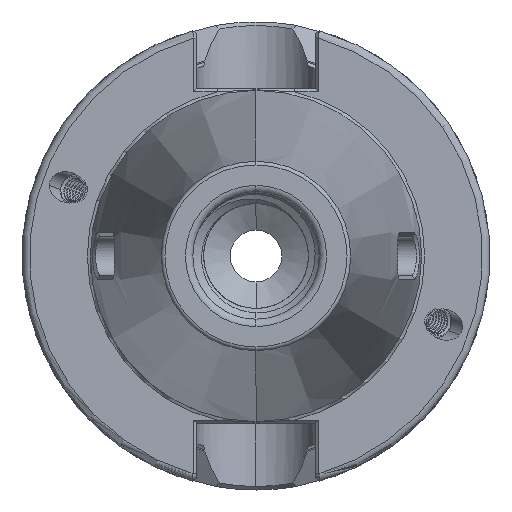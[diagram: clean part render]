
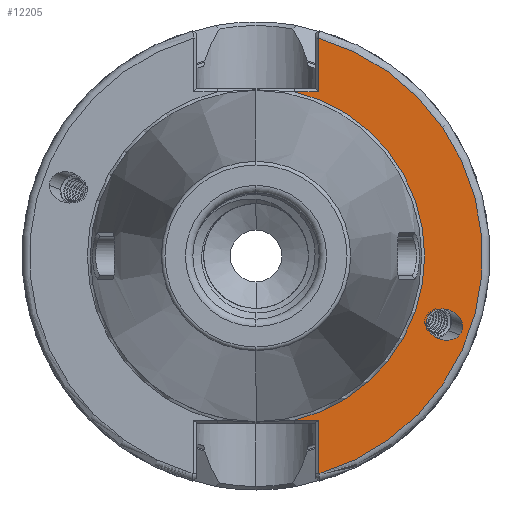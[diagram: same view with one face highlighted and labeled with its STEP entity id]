
A CAD part, left-side view. The second image highlights one B-rep face of the part: STEP entity #12205.
In plain terms, the highlighted planar face has unit normal (-1, 0, 0).
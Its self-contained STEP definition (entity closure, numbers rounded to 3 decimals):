
#717 = CARTESIAN_POINT ( 'NONE',  ( 0., -23.02, -8.379 ) ) ;
#718 = CARTESIAN_POINT ( 'NONE',  ( 0., -21.943, -11.337 ) ) ;
#719 = CARTESIAN_POINT ( 'NONE',  ( 0., -25.361, -13.065 ) ) ;
#720 = CARTESIAN_POINT ( 'NONE',  ( 0., -27.425, -10.605 ) ) ;
#1204 = VERTEX_POINT ( 'NONE', #11835 ) ;
#1205 = VERTEX_POINT ( 'NONE', #11836 ) ;
#1206 = VERTEX_POINT ( 'NONE', #11837 ) ;
#1207 = VERTEX_POINT ( 'NONE', #11838 ) ;
#1283 =( BOUNDED_CURVE ( )  B_SPLINE_CURVE ( 3, ( #4198, #4199, #4200, #4201 ),
 .UNSPECIFIED., .F., .F. ) 
 B_SPLINE_CURVE_WITH_KNOTS ( ( 4, 4 ),
 ( 5.993, 6.283 ),
 .UNSPECIFIED. ) 
 CURVE ( )  GEOMETRIC_REPRESENTATION_ITEM ( )  RATIONAL_B_SPLINE_CURVE ( ( 1., 0.993, 0.993, 1. ) ) 
 REPRESENTATION_ITEM ( '' )  );
#1786 = CARTESIAN_POINT ( 'NONE',  ( 0., -27.425, -10.605 ) ) ;
#1787 = CARTESIAN_POINT ( 'NONE',  ( 0., -30.113, -7.402 ) ) ;
#1788 = CARTESIAN_POINT ( 'NONE',  ( 0., -26.006, -4.661 ) ) ;
#1789 = CARTESIAN_POINT ( 'NONE',  ( 0., -23.318, -7.864 ) ) ;
#1828 =( BOUNDED_CURVE ( )  B_SPLINE_CURVE ( 3, ( #1786, #1787, #1788, #1789 ),
 .UNSPECIFIED., .F., .F. ) 
 B_SPLINE_CURVE_WITH_KNOTS ( ( 4, 4 ),
 ( 2.852, 5.993 ),
 .UNSPECIFIED. ) 
 CURVE ( )  GEOMETRIC_REPRESENTATION_ITEM ( )  RATIONAL_B_SPLINE_CURVE ( ( 1., 0.333, 0.333, 1. ) ) 
 REPRESENTATION_ITEM ( '' )  );
#1831 =( BOUNDED_CURVE ( )  B_SPLINE_CURVE ( 3, ( #717, #718, #719, #720 ),
 .UNSPECIFIED., .F., .T. ) 
 B_SPLINE_CURVE_WITH_KNOTS ( ( 4, 4 ),
 ( 0., 2.852 ),
 .UNSPECIFIED. ) 
 CURVE ( )  GEOMETRIC_REPRESENTATION_ITEM ( )  RATIONAL_B_SPLINE_CURVE ( ( 1., 0.43, 0.43, 1. ) ) 
 REPRESENTATION_ITEM ( '' )  );
#1972 = PLANE ( 'NONE',  #12236 ) ;
#1973 = CARTESIAN_POINT ( 'NONE',  ( 0., 22.698, 0. ) ) ;
#1974 = DIRECTION ( 'NONE',  ( -1., 0., 0. ) ) ;
#1975 = DIRECTION ( 'NONE',  ( 0., 0., 1. ) ) ;
#2123 = EDGE_LOOP ( 'NONE', ( #9574, #9575, #9571 ) ) ;
#2124 = EDGE_LOOP ( 'NONE', ( #9576, #9578, #9577, #9579, #9580, #9581 ) ) ;
#2281 = CARTESIAN_POINT ( 'NONE',  ( 0., 0., 0. ) ) ;
#2282 = DIRECTION ( 'NONE',  ( 1., 0., 0. ) ) ;
#2283 = DIRECTION ( 'NONE',  ( 0., 0., -1. ) ) ;
#3538 = CARTESIAN_POINT ( 'NONE',  ( 0., -27.425, -10.605 ) ) ;
#3539 = CARTESIAN_POINT ( 'NONE',  ( 0., -23.318, -7.864 ) ) ;
#3543 = CARTESIAN_POINT ( 'NONE',  ( 0., -23.02, -8.379 ) ) ;
#3608 = CARTESIAN_POINT ( 'NONE',  ( 0., -5.175, 22.1 ) ) ;
#3613 = CARTESIAN_POINT ( 'NONE',  ( 0., -5.175, -22.1 ) ) ;
#4183 = CARTESIAN_POINT ( 'NONE',  ( 0., 0., 0. ) ) ;
#4184 = LINE ( 'NONE', #4185, #9366 ) ;
#4185 = CARTESIAN_POINT ( 'NONE',  ( 0., 22.698, 22.1 ) ) ;
#4186 = DIRECTION ( 'NONE',  ( 0., 1., 0. ) ) ;
#4187 = LINE ( 'NONE', #4188, #9367 ) ;
#4188 = CARTESIAN_POINT ( 'NONE',  ( 0., -8.395, 0. ) ) ;
#4189 = DIRECTION ( 'NONE',  ( 0., 0., -1. ) ) ;
#4190 = DIRECTION ( 'NONE',  ( 1., 0., 0. ) ) ;
#4191 = DIRECTION ( 'NONE',  ( 0., 0., -1. ) ) ;
#4192 = LINE ( 'NONE', #4193, #9368 ) ;
#4193 = CARTESIAN_POINT ( 'NONE',  ( 0., 2.106, -22.1 ) ) ;
#4194 = DIRECTION ( 'NONE',  ( 0., -1., 0. ) ) ;
#4195 = LINE ( 'NONE', #4196, #9369 ) ;
#4196 = CARTESIAN_POINT ( 'NONE',  ( 0., -8.479, -29.418 ) ) ;
#4197 = DIRECTION ( 'NONE',  ( 0., 0., -1. ) ) ;
#4198 = CARTESIAN_POINT ( 'NONE',  ( 0., -23.318, -7.864 ) ) ;
#4199 = CARTESIAN_POINT ( 'NONE',  ( 0., -23.188, -8.019 ) ) ;
#4200 = CARTESIAN_POINT ( 'NONE',  ( 0., -23.088, -8.192 ) ) ;
#4201 = CARTESIAN_POINT ( 'NONE',  ( 0., -23.02, -8.379 ) ) ;
#5318 = CIRCLE ( 'NONE', #9365, 30.5 ) ;
#5363 = CIRCLE ( 'NONE', #12288, 22.698 ) ;
#6220 = EDGE_CURVE ( 'NONE', #10699, #10700, #1828, .T. ) ;
#6224 = EDGE_CURVE ( 'NONE', #10704, #10699, #1831, .T. ) ;
#9198 = EDGE_CURVE ( 'NONE', #1207, #10769, #4184, .T. ) ;
#9199 = EDGE_CURVE ( 'NONE', #1206, #1207, #4187, .T. ) ;
#9200 = EDGE_CURVE ( 'NONE', #1206, #1205, #5318, .T. ) ;
#9201 = EDGE_CURVE ( 'NONE', #10774, #1204, #4192, .T. ) ;
#9202 = EDGE_CURVE ( 'NONE', #1204, #1205, #4195, .T. ) ;
#9203 = EDGE_CURVE ( 'NONE', #10700, #10704, #1283, .T. ) ;
#9365 = AXIS2_PLACEMENT_3D ( 'NONE', #4183, #4190, #4191 ) ;
#9366 = VECTOR ( 'NONE', #4186, 1000. ) ;
#9367 = VECTOR ( 'NONE', #4189, 1000. ) ;
#9368 = VECTOR ( 'NONE', #4194, 1000. ) ;
#9369 = VECTOR ( 'NONE', #4197, 1000. ) ;
#9571 = ORIENTED_EDGE ( 'NONE', *, *, #6220, .F. ) ;
#9574 = ORIENTED_EDGE ( 'NONE', *, *, #6224, .F. ) ;
#9575 = ORIENTED_EDGE ( 'NONE', *, *, #9203, .F. ) ;
#9576 = ORIENTED_EDGE ( 'NONE', *, *, #9201, .T. ) ;
#9577 = ORIENTED_EDGE ( 'NONE', *, *, #9200, .F. ) ;
#9578 = ORIENTED_EDGE ( 'NONE', *, *, #9202, .T. ) ;
#9579 = ORIENTED_EDGE ( 'NONE', *, *, #9199, .T. ) ;
#9580 = ORIENTED_EDGE ( 'NONE', *, *, #9198, .T. ) ;
#9581 = ORIENTED_EDGE ( 'NONE', *, *, #12151, .T. ) ;
#10699 = VERTEX_POINT ( 'NONE', #3538 ) ;
#10700 = VERTEX_POINT ( 'NONE', #3539 ) ;
#10704 = VERTEX_POINT ( 'NONE', #3543 ) ;
#10769 = VERTEX_POINT ( 'NONE', #3608 ) ;
#10774 = VERTEX_POINT ( 'NONE', #3613 ) ;
#11835 = CARTESIAN_POINT ( 'NONE',  ( 0., -8.479, -22.1 ) ) ;
#11836 = CARTESIAN_POINT ( 'NONE',  ( 0., -8.479, -29.298 ) ) ;
#11837 = CARTESIAN_POINT ( 'NONE',  ( 0., -8.395, 29.322 ) ) ;
#11838 = CARTESIAN_POINT ( 'NONE',  ( 0., -8.395, 22.1 ) ) ;
#12151 = EDGE_CURVE ( 'NONE', #10769, #10774, #5363, .T. ) ;
#12205 = ADVANCED_FACE ( 'NONE', ( #12228, #12233 ), #1972, .T. ) ;
#12228 = FACE_BOUND ( 'NONE', #2123, .T. ) ;
#12233 = FACE_OUTER_BOUND ( 'NONE', #2124, .T. ) ;
#12236 = AXIS2_PLACEMENT_3D ( 'NONE', #1973, #1974, #1975 ) ;
#12288 = AXIS2_PLACEMENT_3D ( 'NONE', #2281, #2282, #2283 ) ;
